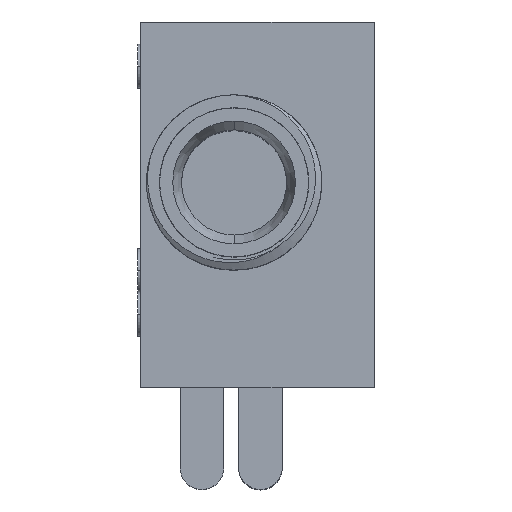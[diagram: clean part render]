
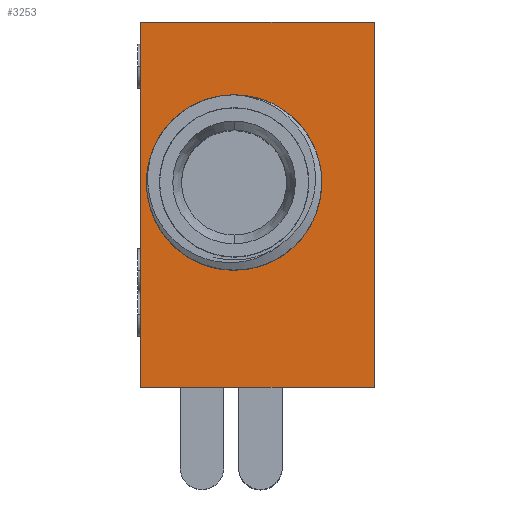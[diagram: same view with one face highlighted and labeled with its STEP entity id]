
A CAD part, top view. The second image highlights one B-rep face of the part: STEP entity #3253.
In plain terms, the highlighted planar face has unit normal (0, 0, 1).
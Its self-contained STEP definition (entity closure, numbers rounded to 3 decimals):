
#44 = LINE ( 'NONE', #1501, #3888 ) ;
#209 = AXIS2_PLACEMENT_3D ( 'NONE', #1737, #4712, #3533 ) ;
#210 = CARTESIAN_POINT ( 'NONE',  ( -3.2, -7., 0. ) ) ;
#373 = ORIENTED_EDGE ( 'NONE', *, *, #3377, .T. ) ;
#401 = ORIENTED_EDGE ( 'NONE', *, *, #2854, .T. ) ;
#409 = ORIENTED_EDGE ( 'NONE', *, *, #3841, .T. ) ;
#452 = ORIENTED_EDGE ( 'NONE', *, *, #4164, .T. ) ;
#463 = DIRECTION ( 'NONE',  ( 0., 0., -1. ) ) ;
#482 = EDGE_LOOP ( 'NONE', ( #373, #2113, #3765, #409 ) ) ;
#663 = CIRCLE ( 'NONE', #2435, 3. ) ;
#803 = VECTOR ( 'NONE', #4643, 1000. ) ;
#1106 = FACE_OUTER_BOUND ( 'NONE', #482, .T. ) ;
#1120 = VERTEX_POINT ( 'NONE', #4130 ) ;
#1276 = CARTESIAN_POINT ( 'NONE',  ( -3.2, 5.5, 0. ) ) ;
#1385 = VERTEX_POINT ( 'NONE', #4676 ) ;
#1501 = CARTESIAN_POINT ( 'NONE',  ( 4.8, 5.5, 0. ) ) ;
#1737 = CARTESIAN_POINT ( 'NONE',  ( 0., 0., 0. ) ) ;
#1991 = LINE ( 'NONE', #4597, #3576 ) ;
#2031 = DIRECTION ( 'NONE',  ( 1., 0., 0. ) ) ;
#2108 = EDGE_CURVE ( 'NONE', #4646, #1385, #3921, .T. ) ;
#2113 = ORIENTED_EDGE ( 'NONE', *, *, #2606, .T. ) ;
#2117 = DIRECTION ( 'NONE',  ( 0., 0., -1. ) ) ;
#2141 = CARTESIAN_POINT ( 'NONE',  ( 0., 0., 0. ) ) ;
#2164 = VERTEX_POINT ( 'NONE', #3895 ) ;
#2193 = AXIS2_PLACEMENT_3D ( 'NONE', #2141, #2117, #3531 ) ;
#2435 = AXIS2_PLACEMENT_3D ( 'NONE', #3688, #463, #3760 ) ;
#2578 = FACE_BOUND ( 'NONE', #3066, .T. ) ;
#2606 = EDGE_CURVE ( 'NONE', #3316, #4646, #44, .T. ) ;
#2773 = ORIENTED_EDGE ( 'NONE', *, *, #4642, .T. ) ;
#2854 = EDGE_CURVE ( 'NONE', #4157, #1120, #3727, .T. ) ;
#2975 = CARTESIAN_POINT ( 'NONE',  ( 4.8, -7., 0. ) ) ;
#3066 = EDGE_LOOP ( 'NONE', ( #401, #452, #2773 ) ) ;
#3128 = VECTOR ( 'NONE', #2031, 1000. ) ;
#3129 = DIRECTION ( 'NONE',  ( 0., 1., 0. ) ) ;
#3205 = CARTESIAN_POINT ( 'NONE',  ( -3.2, 5.5, 0. ) ) ;
#3253 = ADVANCED_FACE ( 'NONE', ( #1106, #2578 ), #3747, .T. ) ;
#3316 = VERTEX_POINT ( 'NONE', #4251 ) ;
#3343 = AXIS2_PLACEMENT_3D ( 'NONE', #4618, #4281, #4571 ) ;
#3377 = EDGE_CURVE ( 'NONE', #4581, #3316, #1991, .T. ) ;
#3531 = DIRECTION ( 'NONE',  ( 1., 0., 0. ) ) ;
#3533 = DIRECTION ( 'NONE',  ( 1., 0., 0. ) ) ;
#3576 = VECTOR ( 'NONE', #3129, 1000. ) ;
#3674 = DIRECTION ( 'NONE',  ( -1., 0., 0. ) ) ;
#3688 = CARTESIAN_POINT ( 'NONE',  ( 0., 0., 0. ) ) ;
#3727 = CIRCLE ( 'NONE', #2193, 3. ) ;
#3747 = PLANE ( 'NONE',  #3343 ) ;
#3760 = DIRECTION ( 'NONE',  ( 1., 0., 0. ) ) ;
#3765 = ORIENTED_EDGE ( 'NONE', *, *, #2108, .T. ) ;
#3841 = EDGE_CURVE ( 'NONE', #1385, #4581, #4612, .T. ) ;
#3888 = VECTOR ( 'NONE', #3674, 1000. ) ;
#3895 = CARTESIAN_POINT ( 'NONE',  ( -3., 0., 0. ) ) ;
#3921 = LINE ( 'NONE', #1276, #803 ) ;
#4130 = CARTESIAN_POINT ( 'NONE',  ( 3., 0., 0. ) ) ;
#4157 = VERTEX_POINT ( 'NONE', #4484 ) ;
#4164 = EDGE_CURVE ( 'NONE', #1120, #2164, #663, .T. ) ;
#4251 = CARTESIAN_POINT ( 'NONE',  ( 4.8, 5.5, 0. ) ) ;
#4281 = DIRECTION ( 'NONE',  ( 0., 0., 1. ) ) ;
#4354 = CIRCLE ( 'NONE', #209, 3. ) ;
#4484 = CARTESIAN_POINT ( 'NONE',  ( 0., 3., 0. ) ) ;
#4571 = DIRECTION ( 'NONE',  ( 1., 0., 0. ) ) ;
#4581 = VERTEX_POINT ( 'NONE', #2975 ) ;
#4597 = CARTESIAN_POINT ( 'NONE',  ( 4.8, -7., 0. ) ) ;
#4612 = LINE ( 'NONE', #210, #3128 ) ;
#4618 = CARTESIAN_POINT ( 'NONE',  ( 0., 0., 0. ) ) ;
#4642 = EDGE_CURVE ( 'NONE', #2164, #4157, #4354, .T. ) ;
#4643 = DIRECTION ( 'NONE',  ( 0., -1., 0. ) ) ;
#4646 = VERTEX_POINT ( 'NONE', #3205 ) ;
#4676 = CARTESIAN_POINT ( 'NONE',  ( -3.2, -7., 0. ) ) ;
#4712 = DIRECTION ( 'NONE',  ( 0., 0., -1. ) ) ;
